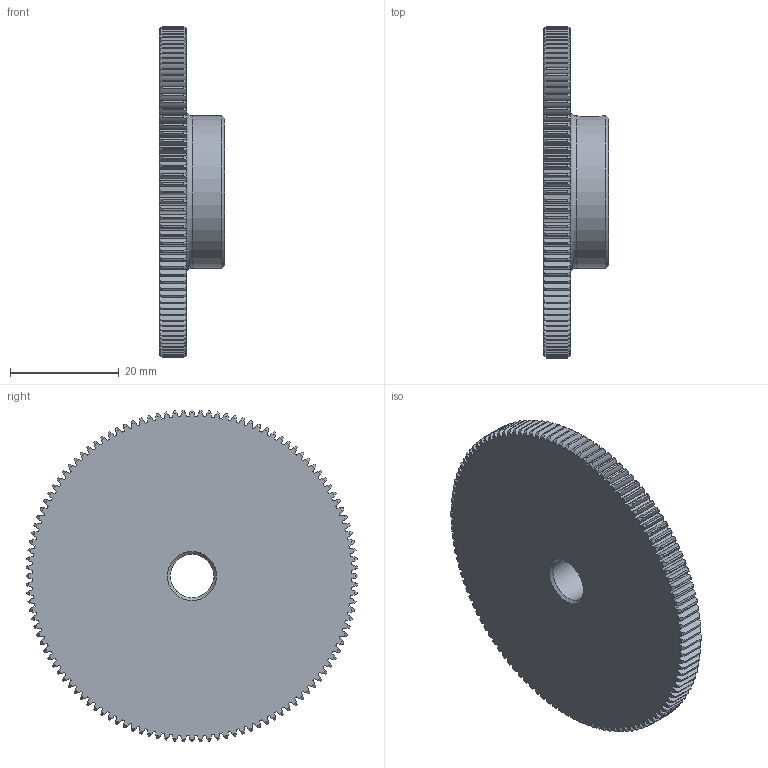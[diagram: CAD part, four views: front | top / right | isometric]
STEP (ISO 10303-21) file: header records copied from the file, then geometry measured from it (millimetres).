
FILE_DESCRIPTION( ( 'STEP AP214' ), '1' );
FILE_NAME( 'SS0.5-120A_On.stp', '2020-09-28T15:32:18', ( 'License CC BY-ND 4.0' ), ( 'CADENAS' ), ' ', 'PARTsolutions', ' ' );
FILE_SCHEMA( ( 'AUTOMOTIVE_DESIGN { 1 0 10303 214 1 1 1 1 }' ) );
Length unit declared in the file: millimetre
Products named in the file (1): _SS0.5-120A_On
Bounding box: 12 x 61 x 61 mm (x, y, z)
Volume: 17636.4 mm3; surface area: 8304.2 mm2
Topology: 1 solids, 1 shells, 734 faces, 2187 edges, 1455 vertices
Faces by surface type: cylinder 485, cone 245, plane 3, torus 1
Full cylindrical faces by diameter (mm): 4.134 x1, 8 x1, 28 x1
Entity records: 31726 total; most frequent: CARTESIAN_POINT 5919, DIRECTION 4374, ORIENTED_EDGE 4350, EDGE_CURVE 2175, AXIS2_PLACEMENT_3D 1947, VERTEX_POINT 1452, CIRCLE 1212, EDGE_LOOP 747
